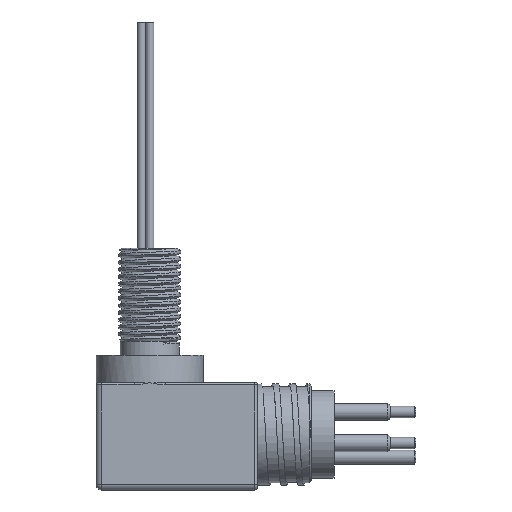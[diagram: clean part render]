
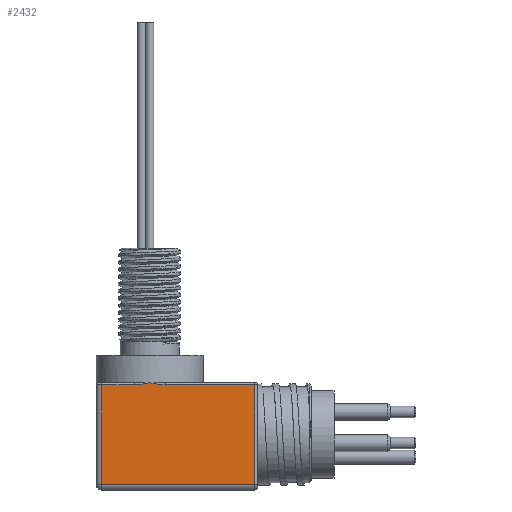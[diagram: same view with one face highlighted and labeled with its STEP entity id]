
A CAD part, front view. The second image highlights one B-rep face of the part: STEP entity #2432.
In plain terms, the highlighted planar face has unit normal (0, -1, 0).
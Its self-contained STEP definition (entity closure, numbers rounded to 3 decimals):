
#271=B_SPLINE_CURVE_WITH_KNOTS($,3,(#6947,#6948,#6949,#6950,#6951,#6952),
 .UNSPECIFIED.,.F.,.F.,(4,2,4),(-0.001,0.,0.274),
 .UNSPECIFIED.);
#273=B_SPLINE_CURVE_WITH_KNOTS($,3,(#7036,#7037,#7038,#7039,#7040,#7041),
 .UNSPECIFIED.,.F.,.F.,(4,2,4),(0.537,0.811,0.813),
 .UNSPECIFIED.);
#436=FACE_OUTER_BOUND($,#605,.T.);
#605=EDGE_LOOP($,(#2003,#2004,#2005,#2006,#2007,#2008,#2009));
#759=LINE($,#6882,#908);
#766=LINE($,#6910,#915);
#773=LINE($,#6973,#922);
#778=LINE($,#7166,#927);
#779=LINE($,#7167,#928);
#908=VECTOR($,#2992,15.872);
#915=VECTOR($,#3025,17.6);
#922=VECTOR($,#3054,5.772);
#927=VECTOR($,#3089,17.6);
#928=VECTOR($,#3090,27.1);
#1110=VERTEX_POINT($,#6875);
#1112=VERTEX_POINT($,#6880);
#1120=VERTEX_POINT($,#6904);
#1121=VERTEX_POINT($,#6945);
#1126=VERTEX_POINT($,#6963);
#1128=VERTEX_POINT($,#6969);
#1140=VERTEX_POINT($,#7165);
#1394=EDGE_CURVE($,#1112,#1110,#759,.T.);
#1409=EDGE_CURVE($,#1110,#1120,#766,.T.);
#1414=EDGE_CURVE($,#1121,#1112,#271,.T.);
#1424=EDGE_CURVE($,#1126,#1128,#773,.T.);
#1427=EDGE_CURVE($,#1128,#1121,#273,.T.);
#1445=EDGE_CURVE($,#1140,#1126,#778,.T.);
#1446=EDGE_CURVE($,#1120,#1140,#779,.T.);
#2003=ORIENTED_EDGE($,*,*,#1409,.F.);
#2004=ORIENTED_EDGE($,*,*,#1394,.F.);
#2005=ORIENTED_EDGE($,*,*,#1414,.F.);
#2006=ORIENTED_EDGE($,*,*,#1427,.F.);
#2007=ORIENTED_EDGE($,*,*,#1424,.F.);
#2008=ORIENTED_EDGE($,*,*,#1445,.F.);
#2009=ORIENTED_EDGE($,*,*,#1446,.F.);
#2154=PLANE($,#2608);
#2432=ADVANCED_FACE($,(#436),#2154,.T.);
#2608=AXIS2_PLACEMENT_3D($,#7164,#3087,#3088);
#2992=DIRECTION($,(1.,0.,0.));
#3025=DIRECTION($,(0.,0.,-1.));
#3054=DIRECTION($,(1.,0.,0.));
#3087=DIRECTION('center_axis',(0.,-1.,0.));
#3088=DIRECTION('ref_axis',(0.,0.,-1.));
#3089=DIRECTION($,(0.,0.,1.));
#3090=DIRECTION($,(-1.,0.,0.));
#6875=CARTESIAN_POINT('',(18.6,-9.5,-0.4));
#6880=CARTESIAN_POINT('',(2.728,-9.5,-0.4));
#6882=CARTESIAN_POINT($,(-2.375,-9.5,-0.4));
#6904=CARTESIAN_POINT('',(18.6,-9.5,-18.));
#6910=CARTESIAN_POINT($,(18.6,-9.5,0.));
#6945=CARTESIAN_POINT('',(0.,-9.5,0.));
#6947=CARTESIAN_POINT('Ctrl Pts',(0.,-9.5,0.));
#6948=CARTESIAN_POINT('Ctrl Pts',(0.004,-9.5,-0.001));
#6949=CARTESIAN_POINT('Ctrl Pts',(0.009,-9.5,-0.002));
#6950=CARTESIAN_POINT('Ctrl Pts',(0.909,-9.5,-0.188));
#6951=CARTESIAN_POINT('Ctrl Pts',(1.813,-9.5,-0.4));
#6952=CARTESIAN_POINT('Ctrl Pts',(2.728,-9.5,-0.4));
#6963=CARTESIAN_POINT('',(-8.5,-9.5,-0.4));
#6969=CARTESIAN_POINT('',(-2.728,-9.5,-0.4));
#6973=CARTESIAN_POINT($,(-2.375,-9.5,-0.4));
#7036=CARTESIAN_POINT('Ctrl Pts',(-2.728,-9.5,-0.4));
#7037=CARTESIAN_POINT('Ctrl Pts',(-1.813,-9.5,-0.4));
#7038=CARTESIAN_POINT('Ctrl Pts',(-0.909,-9.5,
-0.187));
#7039=CARTESIAN_POINT('Ctrl Pts',(-0.009,-9.5,-0.002));
#7040=CARTESIAN_POINT('Ctrl Pts',(-0.004,-9.5,-0.001));
#7041=CARTESIAN_POINT('Ctrl Pts',(0.,-9.5,0.));
#7164=CARTESIAN_POINT('Origin',(-9.5,-9.5,0.));
#7165=CARTESIAN_POINT('',(-8.5,-9.5,-18.));
#7166=CARTESIAN_POINT($,(-8.5,-9.5,0.));
#7167=CARTESIAN_POINT($,(-2.375,-9.5,-18.));
